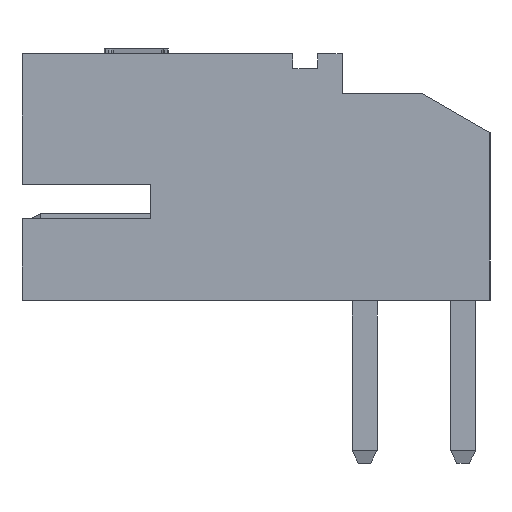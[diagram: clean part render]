
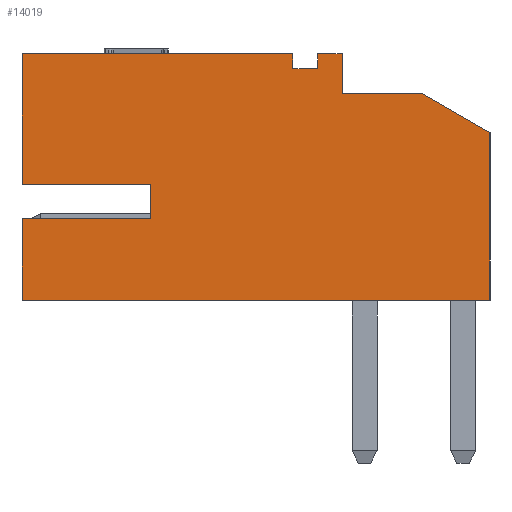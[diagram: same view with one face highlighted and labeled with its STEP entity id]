
A CAD part, left-side view. The second image highlights one B-rep face of the part: STEP entity #14019.
In plain terms, the highlighted planar face has unit normal (-1, 0, 0).
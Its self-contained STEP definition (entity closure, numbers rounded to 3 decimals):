
#35 = LINE ( 'NONE', #13597, #27826 ) ;
#47 = VERTEX_POINT ( 'NONE', #2105 ) ;
#54 = EDGE_CURVE ( 'NONE', #12312, #16626, #2386, .T. ) ;
#288 = EDGE_CURVE ( 'NONE', #17498, #9932, #26750, .T. ) ;
#712 = VECTOR ( 'NONE', #1228, 1000. ) ;
#718 = VECTOR ( 'NONE', #14243, 1000. ) ;
#723 = ORIENTED_EDGE ( 'NONE', *, *, #1272, .T. ) ;
#1228 = DIRECTION ( 'NONE',  ( 0., 1., 0. ) ) ;
#1265 = CARTESIAN_POINT ( 'NONE',  ( -8.951, 4.826, -0.15 ) ) ;
#1272 = EDGE_CURVE ( 'NONE', #16355, #23620, #7444, .T. ) ;
#2027 = EDGE_CURVE ( 'NONE', #16626, #9932, #22065, .T. ) ;
#2105 = CARTESIAN_POINT ( 'NONE',  ( -8.951, -1.17, 2.2 ) ) ;
#2215 = DIRECTION ( 'NONE',  ( 0., -1., 0. ) ) ;
#2386 = LINE ( 'NONE', #21797, #8035 ) ;
#3006 = ORIENTED_EDGE ( 'NONE', *, *, #9258, .T. ) ;
#3061 = CARTESIAN_POINT ( 'NONE',  ( -8.951, 4.826, 2.5 ) ) ;
#3108 = DIRECTION ( 'NONE',  ( 0., 0., 1. ) ) ;
#3278 = VERTEX_POINT ( 'NONE', #27588 ) ;
#3392 = VECTOR ( 'NONE', #7524, 1000. ) ;
#4045 = CARTESIAN_POINT ( 'NONE',  ( -8.951, -1.67, 2.5 ) ) ;
#4253 = DIRECTION ( 'NONE',  ( 0., 0., 1. ) ) ;
#5021 = VECTOR ( 'NONE', #18479, 1000. ) ;
#5379 = EDGE_CURVE ( 'NONE', #22951, #3278, #19431, .T. ) ;
#5508 = LINE ( 'NONE', #22948, #3392 ) ;
#6375 = DIRECTION ( 'NONE',  ( 0., 0., 1. ) ) ;
#6928 = VERTEX_POINT ( 'NONE', #12075 ) ;
#7080 = VECTOR ( 'NONE', #2215, 1000. ) ;
#7136 = ORIENTED_EDGE ( 'NONE', *, *, #5379, .T. ) ;
#7444 = LINE ( 'NONE', #14103, #718 ) ;
#7524 = DIRECTION ( 'NONE',  ( 0., 0., -1. ) ) ;
#7624 = CARTESIAN_POINT ( 'NONE',  ( -8.951, -4.67, 0.9 ) ) ;
#7924 = VECTOR ( 'NONE', #18802, 1000. ) ;
#8035 = VECTOR ( 'NONE', #4253, 1000. ) ;
#8853 = ORIENTED_EDGE ( 'NONE', *, *, #17814, .T. ) ;
#9097 = EDGE_CURVE ( 'NONE', #16355, #3278, #35, .T. ) ;
#9258 = EDGE_CURVE ( 'NONE', #18786, #22951, #24931, .T. ) ;
#9277 = VERTEX_POINT ( 'NONE', #7624 ) ;
#9313 = CARTESIAN_POINT ( 'NONE',  ( -8.951, -0.67, 2.2 ) ) ;
#9932 = VERTEX_POINT ( 'NONE', #24550 ) ;
#10018 = CARTESIAN_POINT ( 'NONE',  ( -8.951, -4.67, 0. ) ) ;
#10621 = VECTOR ( 'NONE', #17490, 1000. ) ;
#10626 = VECTOR ( 'NONE', #13697, 1000. ) ;
#11499 = ORIENTED_EDGE ( 'NONE', *, *, #13159, .T. ) ;
#11567 = DIRECTION ( 'NONE',  ( 0., 1., 0. ) ) ;
#11624 = LINE ( 'NONE', #22836, #712 ) ;
#11747 = ORIENTED_EDGE ( 'NONE', *, *, #288, .T. ) ;
#11901 = LINE ( 'NONE', #10018, #13628 ) ;
#12075 = CARTESIAN_POINT ( 'NONE',  ( -8.951, -1.17, 2.5 ) ) ;
#12241 = ORIENTED_EDGE ( 'NONE', *, *, #20167, .T. ) ;
#12312 = VERTEX_POINT ( 'NONE', #16274 ) ;
#12609 = DIRECTION ( 'NONE',  ( -1., 0., 0. ) ) ;
#12746 = DIRECTION ( 'NONE',  ( 0., 0., 1. ) ) ;
#12952 = LINE ( 'NONE', #14733, #27239 ) ;
#12956 = CARTESIAN_POINT ( 'NONE',  ( -8.951, -3.284, 1.7 ) ) ;
#13035 = CARTESIAN_POINT ( 'NONE',  ( -8.951, -4.67, -2.5 ) ) ;
#13159 = EDGE_CURVE ( 'NONE', #13549, #16471, #11624, .T. ) ;
#13168 = EDGE_CURVE ( 'NONE', #23620, #9277, #11901, .T. ) ;
#13549 = VERTEX_POINT ( 'NONE', #12956 ) ;
#13597 = CARTESIAN_POINT ( 'NONE',  ( -8.951, 4.826, 0. ) ) ;
#13628 = VECTOR ( 'NONE', #3108, 1000. ) ;
#13697 = DIRECTION ( 'NONE',  ( 0., 0., -1. ) ) ;
#14019 = ADVANCED_FACE ( 'NONE', ( #23277 ), #27647, .T. ) ;
#14103 = CARTESIAN_POINT ( 'NONE',  ( -8.951, 0., -2.5 ) ) ;
#14225 = CARTESIAN_POINT ( 'NONE',  ( -8.951, -1.67, 1.7 ) ) ;
#14243 = DIRECTION ( 'NONE',  ( 0., -1., 0. ) ) ;
#14375 = VERTEX_POINT ( 'NONE', #4045 ) ;
#14733 = CARTESIAN_POINT ( 'NONE',  ( -8.951, -3.284, 1.7 ) ) ;
#15175 = EDGE_CURVE ( 'NONE', #9277, #13549, #12952, .T. ) ;
#15299 = ORIENTED_EDGE ( 'NONE', *, *, #9097, .F. ) ;
#15864 = LINE ( 'NONE', #27415, #16750 ) ;
#16274 = CARTESIAN_POINT ( 'NONE',  ( -8.951, 4.826, -0.15 ) ) ;
#16355 = VERTEX_POINT ( 'NONE', #17026 ) ;
#16439 = LINE ( 'NONE', #1265, #5021 ) ;
#16471 = VERTEX_POINT ( 'NONE', #14225 ) ;
#16626 = VERTEX_POINT ( 'NONE', #3061 ) ;
#16750 = VECTOR ( 'NONE', #24787, 1000. ) ;
#17026 = CARTESIAN_POINT ( 'NONE',  ( -8.951, 4.826, -2.5 ) ) ;
#17490 = DIRECTION ( 'NONE',  ( 0., 1., 0. ) ) ;
#17498 = VERTEX_POINT ( 'NONE', #26028 ) ;
#17814 = EDGE_CURVE ( 'NONE', #47, #17498, #28437, .T. ) ;
#18466 = ORIENTED_EDGE ( 'NONE', *, *, #13168, .T. ) ;
#18479 = DIRECTION ( 'NONE',  ( 0., -1., 0. ) ) ;
#18786 = VERTEX_POINT ( 'NONE', #21820 ) ;
#18802 = DIRECTION ( 'NONE',  ( 0., 0., 1. ) ) ;
#19296 = CARTESIAN_POINT ( 'NONE',  ( -8.951, 0., -3.523 ) ) ;
#19431 = LINE ( 'NONE', #28341, #28141 ) ;
#20167 = EDGE_CURVE ( 'NONE', #6928, #47, #5508, .T. ) ;
#20286 = ORIENTED_EDGE ( 'NONE', *, *, #15175, .T. ) ;
#20975 = CARTESIAN_POINT ( 'NONE',  ( -8.951, 2.226, -0.85 ) ) ;
#21051 = EDGE_LOOP ( 'NONE', ( #25764, #3006, #7136, #15299, #723, #18466, #20286, #11499, #26495, #23092, #12241, #8853, #11747, #26957, #22483 ) ) ;
#21702 = DIRECTION ( 'NONE',  ( 0., 0.866, 0.5 ) ) ;
#21797 = CARTESIAN_POINT ( 'NONE',  ( -8.951, 4.826, 0. ) ) ;
#21820 = CARTESIAN_POINT ( 'NONE',  ( -8.951, 2.226, -0.15 ) ) ;
#22065 = LINE ( 'NONE', #24563, #7080 ) ;
#22165 = CARTESIAN_POINT ( 'NONE',  ( -8.951, -1.67, 2.5 ) ) ;
#22205 = DIRECTION ( 'NONE',  ( 0., 0., 1. ) ) ;
#22470 = EDGE_CURVE ( 'NONE', #6928, #14375, #15864, .T. ) ;
#22483 = ORIENTED_EDGE ( 'NONE', *, *, #54, .F. ) ;
#22836 = CARTESIAN_POINT ( 'NONE',  ( -8.951, -1.67, 1.7 ) ) ;
#22900 = EDGE_CURVE ( 'NONE', #16471, #14375, #24383, .T. ) ;
#22948 = CARTESIAN_POINT ( 'NONE',  ( -8.951, -1.17, 2.2 ) ) ;
#22951 = VERTEX_POINT ( 'NONE', #20975 ) ;
#23092 = ORIENTED_EDGE ( 'NONE', *, *, #22470, .F. ) ;
#23277 = FACE_OUTER_BOUND ( 'NONE', #21051, .T. ) ;
#23620 = VERTEX_POINT ( 'NONE', #13035 ) ;
#24124 = CARTESIAN_POINT ( 'NONE',  ( -8.951, -0.67, 2.5 ) ) ;
#24383 = LINE ( 'NONE', #22165, #7924 ) ;
#24550 = CARTESIAN_POINT ( 'NONE',  ( -8.951, -0.67, 2.5 ) ) ;
#24563 = CARTESIAN_POINT ( 'NONE',  ( -8.951, 0., 2.5 ) ) ;
#24774 = VECTOR ( 'NONE', #6375, 1000. ) ;
#24787 = DIRECTION ( 'NONE',  ( 0., -1., 0. ) ) ;
#24931 = LINE ( 'NONE', #28727, #10626 ) ;
#25764 = ORIENTED_EDGE ( 'NONE', *, *, #27526, .T. ) ;
#26028 = CARTESIAN_POINT ( 'NONE',  ( -8.951, -0.67, 2.2 ) ) ;
#26495 = ORIENTED_EDGE ( 'NONE', *, *, #22900, .T. ) ;
#26686 = AXIS2_PLACEMENT_3D ( 'NONE', #19296, #12609, #12746 ) ;
#26750 = LINE ( 'NONE', #24124, #24774 ) ;
#26957 = ORIENTED_EDGE ( 'NONE', *, *, #2027, .F. ) ;
#27239 = VECTOR ( 'NONE', #21702, 1000. ) ;
#27415 = CARTESIAN_POINT ( 'NONE',  ( -8.951, 0., 2.5 ) ) ;
#27526 = EDGE_CURVE ( 'NONE', #12312, #18786, #16439, .T. ) ;
#27588 = CARTESIAN_POINT ( 'NONE',  ( -8.951, 4.826, -0.85 ) ) ;
#27647 = PLANE ( 'NONE',  #26686 ) ;
#27826 = VECTOR ( 'NONE', #22205, 1000. ) ;
#28141 = VECTOR ( 'NONE', #11567, 1000. ) ;
#28341 = CARTESIAN_POINT ( 'NONE',  ( -8.951, 4.826, -0.85 ) ) ;
#28437 = LINE ( 'NONE', #9313, #10621 ) ;
#28727 = CARTESIAN_POINT ( 'NONE',  ( -8.951, 2.226, -0.15 ) ) ;
